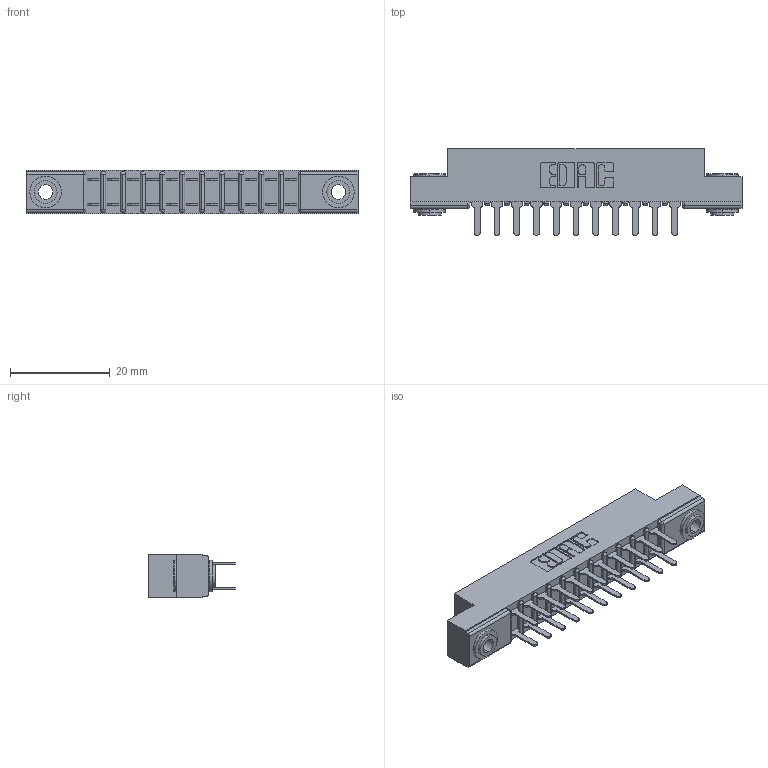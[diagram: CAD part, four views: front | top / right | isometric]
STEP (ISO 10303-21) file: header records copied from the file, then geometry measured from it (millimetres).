
FILE_DESCRIPTION (( 'STEP AP203' ), '1' );
FILE_NAME ('307-022-520-203.STEP', '2019-09-05T21:10:13', ( '' ), ( '' ), 'SwSTEP 2.0', 'SolidWorks 2016', '' );
FILE_SCHEMA (( 'CONFIG_CONTROL_DESIGN' ));
Length unit declared in the file: inch
Products named in the file (4): 307 Part_.156 Dia Mounting Holes; 345-250-002_345-250-002-102; 307-022-520-203; 307-290-001_520
Assembly tree (25 placements, depth 2):
  307-022-520-203
    307 Part_.156 Dia Mounting Holes
    307-290-001_520  x22
    345-250-002_345-250-002-102  x2
Bounding box: 66.6 x 17.42 x 8.71 mm (x, y, z)
Volume: 4374.9 mm3; surface area: 7461.2 mm2
Topology: 25 solids, 25 shells, 1194 faces, 3295 edges, 2130 vertices
Faces by surface type: plane 776, cylinder 386, sphere 24, cone 8
Entity records: 14637 total; most frequent: CARTESIAN_POINT 2384, DIRECTION 2363, ORIENTED_EDGE 2350, EDGE_CURVE 1175, VECTOR 881, LINE 881, VERTEX_POINT 762, AXIS2_PLACEMENT_3D 741
